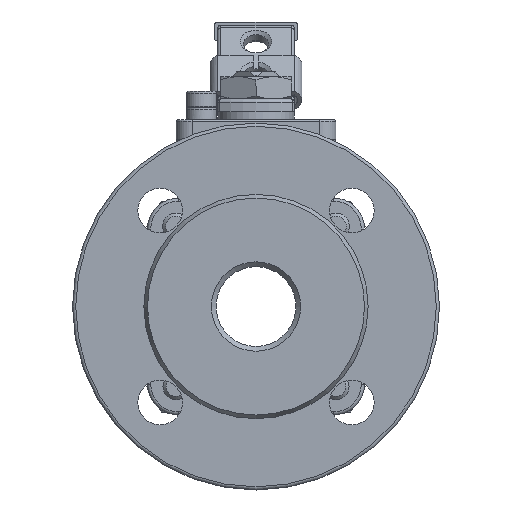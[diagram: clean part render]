
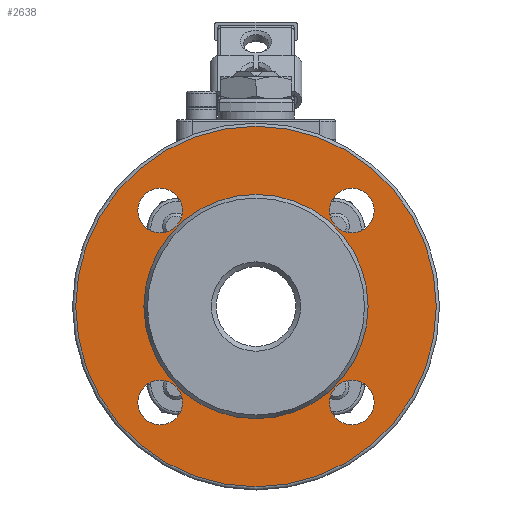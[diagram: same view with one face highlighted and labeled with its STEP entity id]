
A CAD part, left-side view. The second image highlights one B-rep face of the part: STEP entity #2638.
In plain terms, the highlighted planar face has unit normal (-1, 0, 0).
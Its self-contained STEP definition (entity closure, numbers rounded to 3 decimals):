
#2638 = ADVANCED_FACE( '', ( #5877, #5878, #5879, #5880, #5881, #5882 ), #5883, .F. );
#5877 = FACE_OUTER_BOUND( '', #11204, .T. );
#5878 = FACE_BOUND( '', #11205, .T. );
#5879 = FACE_BOUND( '', #11206, .T. );
#5880 = FACE_BOUND( '', #11207, .T. );
#5881 = FACE_BOUND( '', #11208, .T. );
#5882 = FACE_BOUND( '', #11209, .T. );
#5883 = PLANE( '', #11210 );
#11204 = EDGE_LOOP( '', ( #21132 ) );
#11205 = EDGE_LOOP( '', ( #21133 ) );
#11206 = EDGE_LOOP( '', ( #21134 ) );
#11207 = EDGE_LOOP( '', ( #21135 ) );
#11208 = EDGE_LOOP( '', ( #21136 ) );
#11209 = EDGE_LOOP( '', ( #21137 ) );
#11210 = AXIS2_PLACEMENT_3D( '', #21138, #21139, #21140 );
#21132 = ORIENTED_EDGE( '', *, *, #28860, .T. );
#21133 = ORIENTED_EDGE( '', *, *, #25961, .F. );
#21134 = ORIENTED_EDGE( '', *, *, #28567, .F. );
#21135 = ORIENTED_EDGE( '', *, *, #27479, .F. );
#21136 = ORIENTED_EDGE( '', *, *, #26177, .F. );
#21137 = ORIENTED_EDGE( '', *, *, #28506, .F. );
#21138 = CARTESIAN_POINT( '', ( -52.9, 0., 0. ) );
#21139 = DIRECTION( '', ( 1., 0., 0. ) );
#21140 = DIRECTION( '', ( 0., 1., 0. ) );
#25961 = EDGE_CURVE( '', #30449, #30449, #30450, .T. );
#26177 = EDGE_CURVE( '', #30839, #30839, #30840, .T. );
#27479 = EDGE_CURVE( '', #32961, #32961, #32962, .T. );
#28506 = EDGE_CURVE( '', #34424, #34424, #34425, .T. );
#28567 = EDGE_CURVE( '', #34502, #34502, #34503, .T. );
#28860 = EDGE_CURVE( '', #34897, #34897, #34898, .T. );
#30449 = VERTEX_POINT( '', #37043 );
#30450 = CIRCLE( '', #37044, 35.155 );
#30839 = VERTEX_POINT( '', #37689 );
#30840 = CIRCLE( '', #37690, 7. );
#32961 = VERTEX_POINT( '', #41697 );
#32962 = CIRCLE( '', #41698, 7. );
#34424 = VERTEX_POINT( '', #44344 );
#34425 = CIRCLE( '', #44345, 7. );
#34502 = VERTEX_POINT( '', #44502 );
#34503 = CIRCLE( '', #44503, 7. );
#34897 = VERTEX_POINT( '', #45303 );
#34898 = CIRCLE( '', #45304, 56.5 );
#37043 = CARTESIAN_POINT( '', ( -52.9, 0., -35.155 ) );
#37044 = AXIS2_PLACEMENT_3D( '', #47930, #47931, #47932 );
#37689 = CARTESIAN_POINT( '', ( -52.9, 23.052, 30.052 ) );
#37690 = AXIS2_PLACEMENT_3D( '', #48202, #48203, #48204 );
#41697 = CARTESIAN_POINT( '', ( -52.9, 23.052, -30.052 ) );
#41698 = AXIS2_PLACEMENT_3D( '', #49623, #49624, #49625 );
#44344 = CARTESIAN_POINT( '', ( -52.9, -23.052, 30.052 ) );
#44345 = AXIS2_PLACEMENT_3D( '', #50767, #50768, #50769 );
#44502 = CARTESIAN_POINT( '', ( -52.9, -37.052, -30.052 ) );
#44503 = AXIS2_PLACEMENT_3D( '', #50832, #50833, #50834 );
#45303 = CARTESIAN_POINT( '', ( -52.9, 0., 56.5 ) );
#45304 = AXIS2_PLACEMENT_3D( '', #51091, #51092, #51093 );
#47930 = CARTESIAN_POINT( '', ( -52.9, 0., 0. ) );
#47931 = DIRECTION( '', ( -1., 0., 0. ) );
#47932 = DIRECTION( '', ( 0., 0., -1. ) );
#48202 = CARTESIAN_POINT( '', ( -52.9, 30.052, 30.052 ) );
#48203 = DIRECTION( '', ( -1., 0., 0. ) );
#48204 = DIRECTION( '', ( 0., -1., 0. ) );
#49623 = CARTESIAN_POINT( '', ( -52.9, 30.052, -30.052 ) );
#49624 = DIRECTION( '', ( -1., 0., 0. ) );
#49625 = DIRECTION( '', ( 0., -1., 0. ) );
#50767 = CARTESIAN_POINT( '', ( -52.9, -30.052, 30.052 ) );
#50768 = DIRECTION( '', ( -1., 0., 0. ) );
#50769 = DIRECTION( '', ( 0., 1., 0. ) );
#50832 = CARTESIAN_POINT( '', ( -52.9, -30.052, -30.052 ) );
#50833 = DIRECTION( '', ( -1., 0., 0. ) );
#50834 = DIRECTION( '', ( 0., -1., 0. ) );
#51091 = CARTESIAN_POINT( '', ( -52.9, 0., 0. ) );
#51092 = DIRECTION( '', ( -1., 0., 0. ) );
#51093 = DIRECTION( '', ( 0., 0., 1. ) );
